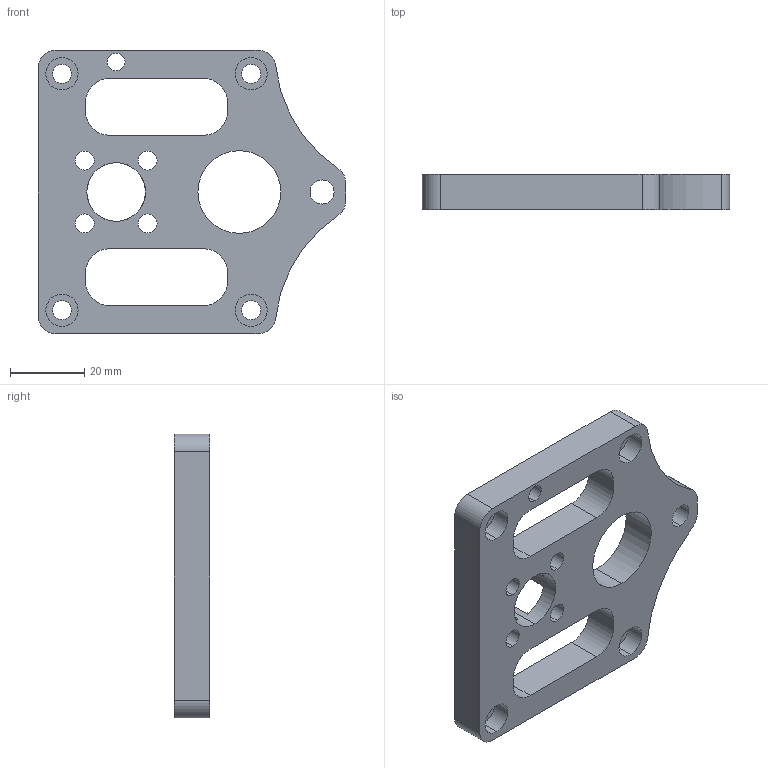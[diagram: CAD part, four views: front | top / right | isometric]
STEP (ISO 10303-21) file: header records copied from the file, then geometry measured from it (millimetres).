
FILE_DESCRIPTION (( 'STEP AP203' ), '1' );
FILE_NAME ('am-3017 GEAR PLATE REV3.STEP', '2018-05-11T14:09:06', ( '' ), ( '' ), 'SwSTEP 2.0', 'SolidWorks 2017', '' );
FILE_SCHEMA (( 'CONFIG_CONTROL_DESIGN' ));
Length unit declared in the file: inch
Products named in the file (1): am-3017 GEAR PLATE REV3
Bounding box: 82.55 x 9.53 x 76.2 mm (x, y, z)
Volume: 31303.3 mm3; surface area: 14463.7 mm2
Topology: 1 solids, 1 shells, 87 faces, 240 edges, 160 vertices
Faces by surface type: cylinder 56, plane 31
Entity records: 2969 total; most frequent: DIRECTION 536, CARTESIAN_POINT 488, ORIENTED_EDGE 480, EDGE_CURVE 240, AXIS2_PLACEMENT_3D 208, VERTEX_POINT 160, VECTOR 120, CIRCLE 120
